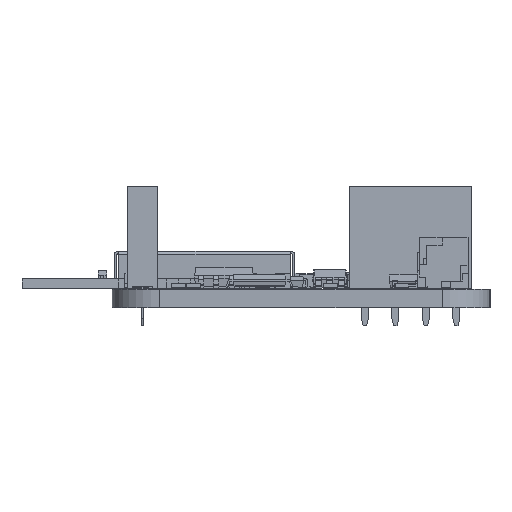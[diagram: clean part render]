
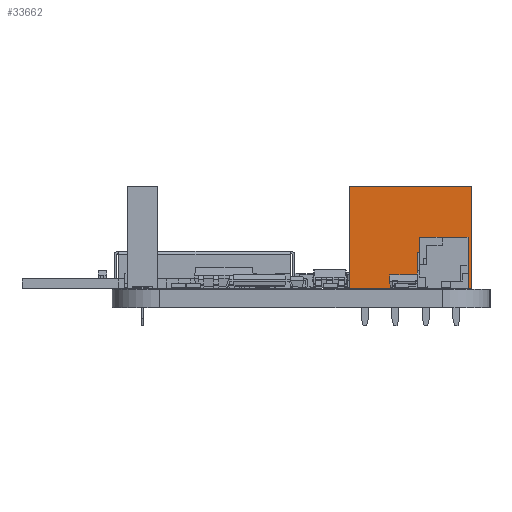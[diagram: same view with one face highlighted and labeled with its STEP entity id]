
A CAD part, left-side view. The second image highlights one B-rep face of the part: STEP entity #33662.
In plain terms, the highlighted planar face has unit normal (-1, 0, 0).
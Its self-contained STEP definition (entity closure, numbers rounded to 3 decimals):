
#33039 = VERTEX_POINT('',#33040);
#33040 = CARTESIAN_POINT('',(-1.27,-8.89,0.));
#33048 = EDGE_CURVE('',#33039,#33049,#33051,.T.);
#33049 = VERTEX_POINT('',#33050);
#33050 = CARTESIAN_POINT('',(-1.27,-8.89,8.5));
#33051 = LINE('',#33052,#33053);
#33052 = CARTESIAN_POINT('',(-1.27,-8.89,0.));
#33053 = VECTOR('',#33054,1.);
#33054 = DIRECTION('',(0.,0.,1.));
#33111 = VERTEX_POINT('',#33112);
#33112 = CARTESIAN_POINT('',(-1.27,1.27,8.5));
#33118 = EDGE_CURVE('',#33119,#33111,#33121,.T.);
#33119 = VERTEX_POINT('',#33120);
#33120 = CARTESIAN_POINT('',(-1.27,1.27,0.));
#33121 = LINE('',#33122,#33123);
#33122 = CARTESIAN_POINT('',(-1.27,1.27,0.));
#33123 = VECTOR('',#33124,1.);
#33124 = DIRECTION('',(0.,0.,1.));
#33183 = EDGE_CURVE('',#33111,#33049,#33184,.T.);
#33184 = LINE('',#33185,#33186);
#33185 = CARTESIAN_POINT('',(-1.27,1.27,8.5));
#33186 = VECTOR('',#33187,1.);
#33187 = DIRECTION('',(0.,-1.,0.));
#33342 = EDGE_CURVE('',#33119,#33039,#33343,.T.);
#33343 = LINE('',#33344,#33345);
#33344 = CARTESIAN_POINT('',(-1.27,1.27,0.));
#33345 = VECTOR('',#33346,1.);
#33346 = DIRECTION('',(0.,-1.,0.));
#33662 = ADVANCED_FACE('',(#33663),#33669,.F.);
#33663 = FACE_BOUND('',#33664,.F.);
#33664 = EDGE_LOOP('',(#33665,#33666,#33667,#33668));
#33665 = ORIENTED_EDGE('',*,*,#33118,.T.);
#33666 = ORIENTED_EDGE('',*,*,#33183,.T.);
#33667 = ORIENTED_EDGE('',*,*,#33048,.F.);
#33668 = ORIENTED_EDGE('',*,*,#33342,.F.);
#33669 = PLANE('',#33670);
#33670 = AXIS2_PLACEMENT_3D('',#33671,#33672,#33673);
#33671 = CARTESIAN_POINT('',(-1.27,1.27,0.));
#33672 = DIRECTION('',(1.,0.,0.));
#33673 = DIRECTION('',(0.,-1.,0.));
